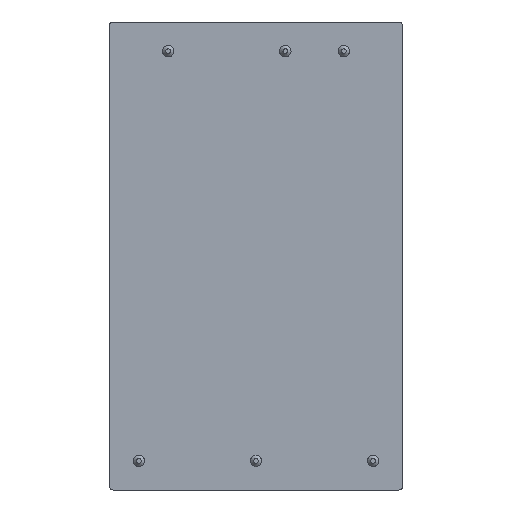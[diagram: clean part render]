
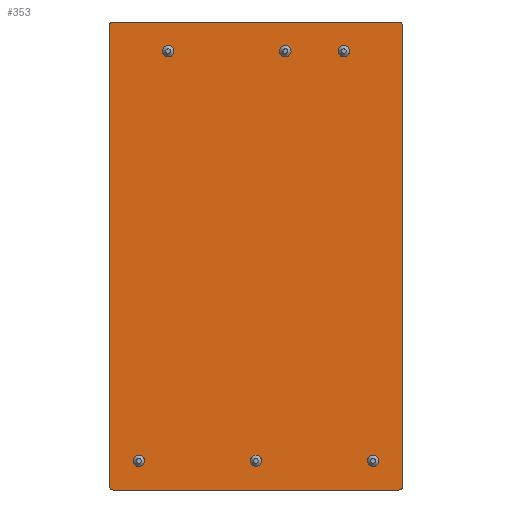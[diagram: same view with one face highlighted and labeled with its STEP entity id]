
A CAD part, front view. The second image highlights one B-rep face of the part: STEP entity #353.
In plain terms, the highlighted planar face has unit normal (0, -1, 0).
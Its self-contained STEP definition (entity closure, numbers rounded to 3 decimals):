
#2 = CARTESIAN_POINT ( 'NONE',  ( 12.7, 0., 20. ) ) ;
#12 = DIRECTION ( 'NONE',  ( -1., 0., 0. ) ) ;
#24 = DIRECTION ( 'NONE',  ( 0., 0., 1. ) ) ;
#35 = CARTESIAN_POINT ( 'NONE',  ( 12.4, 0., 20.3 ) ) ;
#46 = VERTEX_POINT ( 'NONE', #1134 ) ;
#61 = VERTEX_POINT ( 'NONE', #1034 ) ;
#62 = CARTESIAN_POINT ( 'NONE',  ( -12.7, 0., -20.176 ) ) ;
#65 = DIRECTION ( 'NONE',  ( 0., -1., 0. ) ) ;
#80 = DIRECTION ( 'NONE',  ( 0., 0., -1. ) ) ;
#84 = CIRCLE ( 'NONE', #703, 0.5 ) ;
#87 = CARTESIAN_POINT ( 'NONE',  ( -10.16, 0., -17.78 ) ) ;
#91 = CARTESIAN_POINT ( 'NONE',  ( -12.7, 0., -20.3 ) ) ;
#92 = DIRECTION ( 'NONE',  ( 0., -1., 0. ) ) ;
#124 = CARTESIAN_POINT ( 'NONE',  ( 0., 0., -17.78 ) ) ;
#139 = VECTOR ( 'NONE', #24, 1000. ) ;
#147 = CARTESIAN_POINT ( 'NONE',  ( 10.16, 0., -17.78 ) ) ;
#162 = AXIS2_PLACEMENT_3D ( 'NONE', #837, #549, #417 ) ;
#187 = AXIS2_PLACEMENT_3D ( 'NONE', #147, #250, #731 ) ;
#197 = EDGE_LOOP ( 'NONE', ( #757 ) ) ;
#201 = CARTESIAN_POINT ( 'NONE',  ( -12.4, 0., 20.3 ) ) ;
#209 = CARTESIAN_POINT ( 'NONE',  ( 10.16, 0., -18.28 ) ) ;
#214 = VECTOR ( 'NONE', #749, 1000. ) ;
#219 = CARTESIAN_POINT ( 'NONE',  ( -7.62, 0., 17.28 ) ) ;
#230 = VECTOR ( 'NONE', #12, 1000. ) ;
#240 = AXIS2_PLACEMENT_3D ( 'NONE', #289, #523, #622 ) ;
#242 = VERTEX_POINT ( 'NONE', #1230 ) ;
#250 = DIRECTION ( 'NONE',  ( 0., -1., 0. ) ) ;
#280 = CARTESIAN_POINT ( 'NONE',  ( 12.7, 0., -20.176 ) ) ;
#284 = AXIS2_PLACEMENT_3D ( 'NONE', #1125, #473, #1023 ) ;
#287 = CARTESIAN_POINT ( 'NONE',  ( 2.54, 0., 17.28 ) ) ;
#289 = CARTESIAN_POINT ( 'NONE',  ( -7.62, 0., 17.78 ) ) ;
#318 = CARTESIAN_POINT ( 'NONE',  ( -12.576, 0., 20.3 ) ) ;
#353 = ADVANCED_FACE ( 'NONE', ( #1229, #364, #661, #916, #1185, #884, #616 ), #994, .T. ) ;
#364 = FACE_BOUND ( 'NONE', #494, .T. ) ;
#371 = CARTESIAN_POINT ( 'NONE',  ( 12.4, 0., -20.3 ) ) ;
#378 = VERTEX_POINT ( 'NONE', #219 ) ;
#381 = AXIS2_PLACEMENT_3D ( 'NONE', #87, #65, #1281 ) ;
#389 =( BOUNDED_CURVE ( )  B_SPLINE_CURVE ( 3, ( #1073, #1356, #280, #615 ),
 .UNSPECIFIED., .F., .T. ) 
 B_SPLINE_CURVE_WITH_KNOTS ( ( 4, 4 ),
 ( 5.498, 7.069 ),
 .UNSPECIFIED. ) 
 CURVE ( )  GEOMETRIC_REPRESENTATION_ITEM ( )  RATIONAL_B_SPLINE_CURVE ( ( 1., 0.805, 0.805, 1. ) ) 
 REPRESENTATION_ITEM ( '' )  );
#404 = CARTESIAN_POINT ( 'NONE',  ( 12.7, 0., 20.176 ) ) ;
#412 = VERTEX_POINT ( 'NONE', #1373 ) ;
#417 = DIRECTION ( 'NONE',  ( 0., 0., -1. ) ) ;
#424 = ORIENTED_EDGE ( 'NONE', *, *, #1008, .T. ) ;
#431 = CARTESIAN_POINT ( 'NONE',  ( -12.7, 0., 20. ) ) ;
#442 = CARTESIAN_POINT ( 'NONE',  ( -12.4, 0., 20.3 ) ) ;
#445 =( BOUNDED_CURVE ( )  B_SPLINE_CURVE ( 3, ( #201, #318, #899, #707 ),
 .UNSPECIFIED., .F., .F. ) 
 B_SPLINE_CURVE_WITH_KNOTS ( ( 4, 4 ),
 ( 5.498, 7.069 ),
 .UNSPECIFIED. ) 
 CURVE ( )  GEOMETRIC_REPRESENTATION_ITEM ( )  RATIONAL_B_SPLINE_CURVE ( ( 1., 0.805, 0.805, 1. ) ) 
 REPRESENTATION_ITEM ( '' )  );
#470 = CIRCLE ( 'NONE', #565, 0.5 ) ;
#473 = DIRECTION ( 'NONE',  ( 0., -1., 0. ) ) ;
#484 = VERTEX_POINT ( 'NONE', #209 ) ;
#491 = VERTEX_POINT ( 'NONE', #1146 ) ;
#494 = EDGE_LOOP ( 'NONE', ( #780 ) ) ;
#523 = DIRECTION ( 'NONE',  ( 0., -1., 0. ) ) ;
#530 = CARTESIAN_POINT ( 'NONE',  ( 12.7, 0., 20.3 ) ) ;
#549 = DIRECTION ( 'NONE',  ( 0., -1., 0. ) ) ;
#550 = ORIENTED_EDGE ( 'NONE', *, *, #984, .F. ) ;
#560 = ORIENTED_EDGE ( 'NONE', *, *, #1227, .T. ) ;
#565 = AXIS2_PLACEMENT_3D ( 'NONE', #124, #92, #80 ) ;
#593 = CIRCLE ( 'NONE', #162, 0.5 ) ;
#615 = CARTESIAN_POINT ( 'NONE',  ( 12.7, 0., -20. ) ) ;
#616 = FACE_OUTER_BOUND ( 'NONE', #989, .T. ) ;
#622 = DIRECTION ( 'NONE',  ( 0., 0., -1. ) ) ;
#632 = ORIENTED_EDGE ( 'NONE', *, *, #978, .F. ) ;
#652 = ORIENTED_EDGE ( 'NONE', *, *, #1030, .T. ) ;
#660 = ORIENTED_EDGE ( 'NONE', *, *, #1170, .F. ) ;
#661 = FACE_BOUND ( 'NONE', #197, .T. ) ;
#663 = ORIENTED_EDGE ( 'NONE', *, *, #1041, .T. ) ;
#664 = CARTESIAN_POINT ( 'NONE',  ( -12.576, 0., -20.3 ) ) ;
#668 = CARTESIAN_POINT ( 'NONE',  ( -12.4, 0., -20.3 ) ) ;
#671 = ORIENTED_EDGE ( 'NONE', *, *, #1111, .F. ) ;
#677 = ORIENTED_EDGE ( 'NONE', *, *, #1410, .F. ) ;
#690 = CARTESIAN_POINT ( 'NONE',  ( -12.7, 0., 20.3 ) ) ;
#694 = ORIENTED_EDGE ( 'NONE', *, *, #1074, .F. ) ;
#703 = AXIS2_PLACEMENT_3D ( 'NONE', #1136, #1156, #723 ) ;
#707 = CARTESIAN_POINT ( 'NONE',  ( -12.7, 0., 20. ) ) ;
#712 = ORIENTED_EDGE ( 'NONE', *, *, #1345, .F. ) ;
#723 = DIRECTION ( 'NONE',  ( 0., 0., -1. ) ) ;
#726 = VERTEX_POINT ( 'NONE', #35 ) ;
#731 = DIRECTION ( 'NONE',  ( 0., 0., -1. ) ) ;
#749 = DIRECTION ( 'NONE',  ( 0., 0., -1. ) ) ;
#755 = VERTEX_POINT ( 'NONE', #287 ) ;
#757 = ORIENTED_EDGE ( 'NONE', *, *, #1363, .F. ) ;
#780 = ORIENTED_EDGE ( 'NONE', *, *, #1122, .F. ) ;
#812 = LINE ( 'NONE', #1341, #1137 ) ;
#816 = CIRCLE ( 'NONE', #381, 0.5 ) ;
#834 = VERTEX_POINT ( 'NONE', #371 ) ;
#837 = CARTESIAN_POINT ( 'NONE',  ( 7.62, 0., 17.78 ) ) ;
#877 = ORIENTED_EDGE ( 'NONE', *, *, #1275, .F. ) ;
#884 = FACE_BOUND ( 'NONE', #1364, .T. ) ;
#892 = CARTESIAN_POINT ( 'NONE',  ( 12.576, 0., 20.3 ) ) ;
#895 = CARTESIAN_POINT ( 'NONE',  ( -12.7, 0., -20. ) ) ;
#899 = CARTESIAN_POINT ( 'NONE',  ( -12.7, 0., 20.176 ) ) ;
#912 =( BOUNDED_CURVE ( )  B_SPLINE_CURVE ( 3, ( #895, #62, #664, #668 ),
 .UNSPECIFIED., .F., .T. ) 
 B_SPLINE_CURVE_WITH_KNOTS ( ( 4, 4 ),
 ( 5.498, 7.069 ),
 .UNSPECIFIED. ) 
 CURVE ( )  GEOMETRIC_REPRESENTATION_ITEM ( )  RATIONAL_B_SPLINE_CURVE ( ( 1., 0.805, 0.805, 1. ) ) 
 REPRESENTATION_ITEM ( '' )  );
#916 = FACE_BOUND ( 'NONE', #972, .T. ) ;
#917 = CIRCLE ( 'NONE', #187, 0.5 ) ;
#972 = EDGE_LOOP ( 'NONE', ( #712 ) ) ;
#978 = EDGE_CURVE ( 'NONE', #1019, #1241, #1189, .T. ) ;
#984 = EDGE_CURVE ( 'NONE', #834, #491, #1090, .T. ) ;
#989 = EDGE_LOOP ( 'NONE', ( #671, #663, #660, #652, #632, #560, #550, #424 ) ) ;
#994 = PLANE ( 'NONE',  #284 ) ;
#1008 = EDGE_CURVE ( 'NONE', #834, #1306, #389, .T. ) ;
#1019 = VERTEX_POINT ( 'NONE', #1360 ) ;
#1023 = DIRECTION ( 'NONE',  ( 0., 0., -1. ) ) ;
#1029 = LINE ( 'NONE', #530, #214 ) ;
#1030 = EDGE_CURVE ( 'NONE', #1259, #1241, #445, .T. ) ;
#1034 = CARTESIAN_POINT ( 'NONE',  ( 0., 0., -18.28 ) ) ;
#1041 = EDGE_CURVE ( 'NONE', #412, #726, #1365, .T. ) ;
#1073 = CARTESIAN_POINT ( 'NONE',  ( 12.4, 0., -20.3 ) ) ;
#1074 = EDGE_CURVE ( 'NONE', #755, #755, #84, .T. ) ;
#1090 = LINE ( 'NONE', #91, #230 ) ;
#1111 = EDGE_CURVE ( 'NONE', #412, #1306, #1029, .T. ) ;
#1122 = EDGE_CURVE ( 'NONE', #61, #61, #470, .T. ) ;
#1125 = CARTESIAN_POINT ( 'NONE',  ( 0., 0., 0. ) ) ;
#1134 = CARTESIAN_POINT ( 'NONE',  ( -10.16, 0., -18.28 ) ) ;
#1136 = CARTESIAN_POINT ( 'NONE',  ( 2.54, 0., 17.78 ) ) ;
#1137 = VECTOR ( 'NONE', #1204, 1000. ) ;
#1146 = CARTESIAN_POINT ( 'NONE',  ( -12.4, 0., -20.3 ) ) ;
#1156 = DIRECTION ( 'NONE',  ( 0., -1., 0. ) ) ;
#1167 = CIRCLE ( 'NONE', #240, 0.5 ) ;
#1170 = EDGE_CURVE ( 'NONE', #1259, #726, #812, .T. ) ;
#1184 = CARTESIAN_POINT ( 'NONE',  ( 12.7, 0., -20. ) ) ;
#1185 = FACE_BOUND ( 'NONE', #1233, .T. ) ;
#1189 = LINE ( 'NONE', #690, #139 ) ;
#1204 = DIRECTION ( 'NONE',  ( 1., 0., 0. ) ) ;
#1227 = EDGE_CURVE ( 'NONE', #1019, #491, #912, .T. ) ;
#1229 = FACE_BOUND ( 'NONE', #1248, .T. ) ;
#1230 = CARTESIAN_POINT ( 'NONE',  ( 7.62, 0., 17.28 ) ) ;
#1233 = EDGE_LOOP ( 'NONE', ( #694 ) ) ;
#1241 = VERTEX_POINT ( 'NONE', #431 ) ;
#1248 = EDGE_LOOP ( 'NONE', ( #877 ) ) ;
#1259 = VERTEX_POINT ( 'NONE', #442 ) ;
#1275 = EDGE_CURVE ( 'NONE', #46, #46, #816, .T. ) ;
#1281 = DIRECTION ( 'NONE',  ( 0., 0., -1. ) ) ;
#1306 = VERTEX_POINT ( 'NONE', #1184 ) ;
#1341 = CARTESIAN_POINT ( 'NONE',  ( -12.7, 0., 20.3 ) ) ;
#1345 = EDGE_CURVE ( 'NONE', #378, #378, #1167, .T. ) ;
#1356 = CARTESIAN_POINT ( 'NONE',  ( 12.576, 0., -20.3 ) ) ;
#1360 = CARTESIAN_POINT ( 'NONE',  ( -12.7, 0., -20. ) ) ;
#1363 = EDGE_CURVE ( 'NONE', #484, #484, #917, .T. ) ;
#1364 = EDGE_LOOP ( 'NONE', ( #677 ) ) ;
#1365 =( BOUNDED_CURVE ( )  B_SPLINE_CURVE ( 3, ( #2, #404, #892, #1380 ),
 .UNSPECIFIED., .F., .T. ) 
 B_SPLINE_CURVE_WITH_KNOTS ( ( 4, 4 ),
 ( 5.498, 7.069 ),
 .UNSPECIFIED. ) 
 CURVE ( )  GEOMETRIC_REPRESENTATION_ITEM ( )  RATIONAL_B_SPLINE_CURVE ( ( 1., 0.805, 0.805, 1. ) ) 
 REPRESENTATION_ITEM ( '' )  );
#1373 = CARTESIAN_POINT ( 'NONE',  ( 12.7, 0., 20. ) ) ;
#1380 = CARTESIAN_POINT ( 'NONE',  ( 12.4, 0., 20.3 ) ) ;
#1410 = EDGE_CURVE ( 'NONE', #242, #242, #593, .T. ) ;
